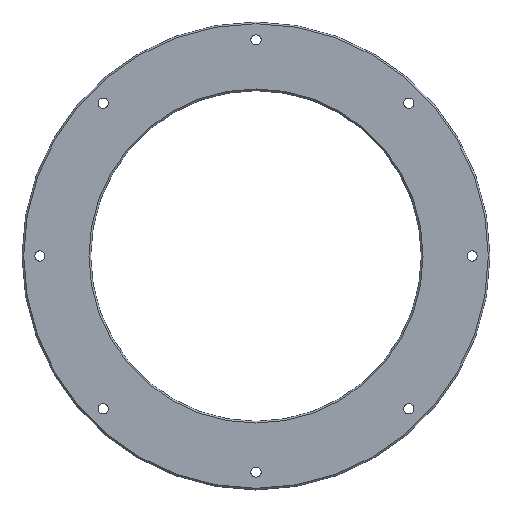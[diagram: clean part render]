
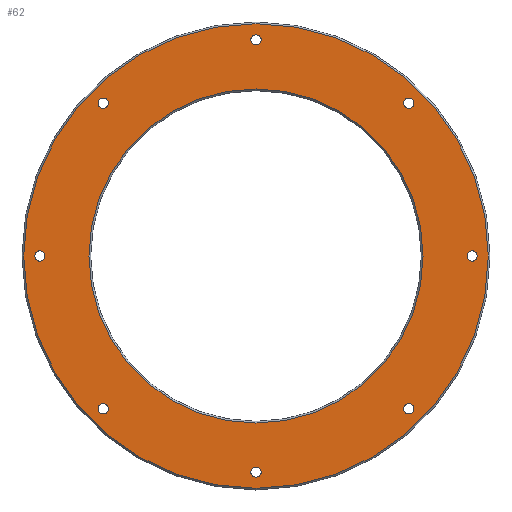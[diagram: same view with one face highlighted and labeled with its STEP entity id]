
A CAD part, left-side view. The second image highlights one B-rep face of the part: STEP entity #62.
In plain terms, the highlighted planar face has unit normal (-1, 0, 0).
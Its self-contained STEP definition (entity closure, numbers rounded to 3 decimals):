
#62=ADVANCED_FACE('',(#249,#251,#253,#255,#257,#259,#261,#263,#265,#267),#269,.T.);
#249=FACE_BOUND('',#250,.T.);
#250=EDGE_LOOP('',(#437));
#251=FACE_BOUND('',#252,.T.);
#252=EDGE_LOOP('',(#438));
#253=FACE_BOUND('',#254,.T.);
#254=EDGE_LOOP('',(#439));
#255=FACE_BOUND('',#256,.T.);
#256=EDGE_LOOP('',(#440));
#257=FACE_BOUND('',#258,.T.);
#258=EDGE_LOOP('',(#441));
#259=FACE_BOUND('',#260,.T.);
#260=EDGE_LOOP('',(#442));
#261=FACE_BOUND('',#262,.T.);
#262=EDGE_LOOP('',(#443));
#263=FACE_BOUND('',#264,.T.);
#264=EDGE_LOOP('',(#444));
#265=FACE_BOUND('',#266,.T.);
#266=EDGE_LOOP('',(#445));
#267=FACE_BOUND('',#268,.T.);
#268=EDGE_LOOP('',(#446));
#269=PLANE('',#270);
#270=AXIS2_PLACEMENT_3D('',#271,#272,#273);
#271=CARTESIAN_POINT('',(-731.75,0.,0.));
#272=DIRECTION('',(-1.,0.,0.));
#273=DIRECTION('',(0.,0.,1.));
#437=ORIENTED_EDGE('',*,*,#491,.T.);
#438=ORIENTED_EDGE('',*,*,#492,.T.);
#439=ORIENTED_EDGE('',*,*,#493,.T.);
#440=ORIENTED_EDGE('',*,*,#494,.T.);
#441=ORIENTED_EDGE('',*,*,#495,.T.);
#442=ORIENTED_EDGE('',*,*,#496,.T.);
#443=ORIENTED_EDGE('',*,*,#497,.T.);
#444=ORIENTED_EDGE('',*,*,#498,.T.);
#445=ORIENTED_EDGE('',*,*,#499,.F.);
#446=ORIENTED_EDGE('',*,*,#500,.T.);
#491=EDGE_CURVE('',#528,#528,#529,.T.);
#492=EDGE_CURVE('',#530,#530,#531,.T.);
#493=EDGE_CURVE('',#532,#532,#533,.T.);
#494=EDGE_CURVE('',#534,#534,#535,.T.);
#495=EDGE_CURVE('',#536,#536,#537,.T.);
#496=EDGE_CURVE('',#538,#538,#539,.T.);
#497=EDGE_CURVE('',#540,#540,#541,.T.);
#498=EDGE_CURVE('',#542,#542,#543,.T.);
#499=EDGE_CURVE('',#544,#544,#545,.T.);
#500=EDGE_CURVE('',#546,#546,#547,.T.);
#528=VERTEX_POINT('',#612);
#529=CIRCLE('',#613,137.);
#530=VERTEX_POINT('',#617);
#531=CIRCLE('',#618,3.);
#532=VERTEX_POINT('',#622);
#533=CIRCLE('',#623,3.);
#534=VERTEX_POINT('',#627);
#535=CIRCLE('',#628,3.);
#536=VERTEX_POINT('',#632);
#537=CIRCLE('',#633,3.);
#538=VERTEX_POINT('',#637);
#539=CIRCLE('',#638,3.);
#540=VERTEX_POINT('',#642);
#541=CIRCLE('',#643,3.);
#542=VERTEX_POINT('',#647);
#543=CIRCLE('',#648,3.);
#544=VERTEX_POINT('',#652);
#545=CIRCLE('',#653,98.5);
#546=VERTEX_POINT('',#657);
#547=CIRCLE('',#658,3.);
#612=CARTESIAN_POINT('',(-731.75,0.,137.));
#613=AXIS2_PLACEMENT_3D('',#614,#615,#616);
#614=CARTESIAN_POINT('',(-731.75,0.,0.));
#615=DIRECTION('',(-1.,0.,0.));
#616=DIRECTION('',(0.,0.,1.));
#617=CARTESIAN_POINT('',(-731.75,-88.035,92.277));
#618=AXIS2_PLACEMENT_3D('',#619,#620,#621);
#619=CARTESIAN_POINT('',(-731.75,-90.156,90.156));
#620=DIRECTION('',(1.,0.,0.));
#621=DIRECTION('',(0.,0.707,0.707));
#622=CARTESIAN_POINT('',(-731.75,-127.5,3.));
#623=AXIS2_PLACEMENT_3D('',#624,#625,#626);
#624=CARTESIAN_POINT('',(-731.75,-127.5,0.));
#625=DIRECTION('',(1.,0.,0.));
#626=DIRECTION('',(0.,0.,1.));
#627=CARTESIAN_POINT('',(-731.75,-92.277,-88.035));
#628=AXIS2_PLACEMENT_3D('',#629,#630,#631);
#629=CARTESIAN_POINT('',(-731.75,-90.156,-90.156));
#630=DIRECTION('',(1.,0.,0.));
#631=DIRECTION('',(0.,-0.707,0.707));
#632=CARTESIAN_POINT('',(-731.75,-3.,-127.5));
#633=AXIS2_PLACEMENT_3D('',#634,#635,#636);
#634=CARTESIAN_POINT('',(-731.75,0.,-127.5));
#635=DIRECTION('',(1.,0.,0.));
#636=DIRECTION('',(0.,-1.,0.));
#637=CARTESIAN_POINT('',(-731.75,88.035,-92.277));
#638=AXIS2_PLACEMENT_3D('',#639,#640,#641);
#639=CARTESIAN_POINT('',(-731.75,90.156,-90.156));
#640=DIRECTION('',(1.,0.,0.));
#641=DIRECTION('',(0.,-0.707,-0.707));
#642=CARTESIAN_POINT('',(-731.75,127.5,-3.));
#643=AXIS2_PLACEMENT_3D('',#644,#645,#646);
#644=CARTESIAN_POINT('',(-731.75,127.5,0.));
#645=DIRECTION('',(1.,0.,0.));
#646=DIRECTION('',(0.,0.,-1.));
#647=CARTESIAN_POINT('',(-731.75,92.277,88.035));
#648=AXIS2_PLACEMENT_3D('',#649,#650,#651);
#649=CARTESIAN_POINT('',(-731.75,90.156,90.156));
#650=DIRECTION('',(1.,0.,0.));
#651=DIRECTION('',(0.,0.707,-0.707));
#652=CARTESIAN_POINT('',(-731.75,0.,98.5));
#653=AXIS2_PLACEMENT_3D('',#654,#655,#656);
#654=CARTESIAN_POINT('',(-731.75,0.,0.));
#655=DIRECTION('',(-1.,0.,0.));
#656=DIRECTION('',(0.,0.,1.));
#657=CARTESIAN_POINT('',(-731.75,3.,127.5));
#658=AXIS2_PLACEMENT_3D('',#659,#660,#661);
#659=CARTESIAN_POINT('',(-731.75,0.,127.5));
#660=DIRECTION('',(1.,0.,0.));
#661=DIRECTION('',(0.,1.,0.));
